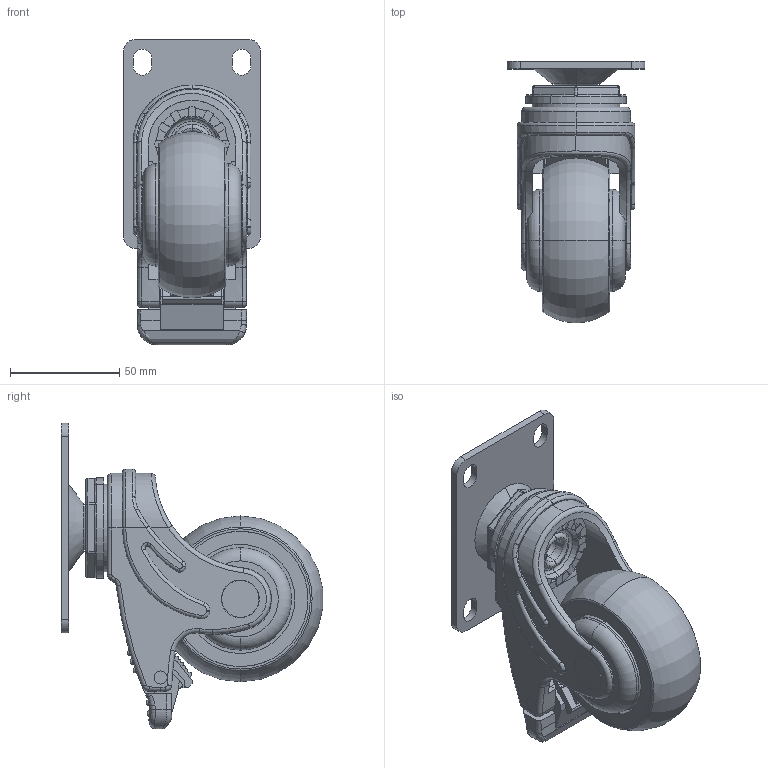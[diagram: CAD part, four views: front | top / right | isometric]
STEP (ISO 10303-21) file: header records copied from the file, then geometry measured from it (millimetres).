
FILE_DESCRIPTION (( 'STEP AP203' ), '1' );
FILE_NAME ('01. ACMC-76SFB.STEP', '2020-02-19T02:01:58', ( '' ), ( '' ), 'SwSTEP 2.0', 'SolidWorks 2019', '' );
FILE_SCHEMA (( 'CONFIG_CONTROL_DESIGN' ));
Length unit declared in the file: millimetre
Products named in the file (6): 01. ACMC-76SFB; ACMC-76 BRAKE FRAME; ACMC-76 F TOP PLATE; ACMC-76 F TOP PLATE COVER; ACMC-76 WHEEL; ACMC-76 BRAKE
Assembly tree (5 placements, depth 2):
  01. ACMC-76SFB
    ACMC-76 BRAKE FRAME
    ACMC-76 F TOP PLATE
    ACMC-76 F TOP PLATE COVER
    ACMC-76 WHEEL
    ACMC-76 BRAKE
Bounding box: 63 x 119.72 x 140 mm (x, y, z)
Volume: 271159.3 mm3; surface area: 74786.1 mm2
Topology: 5 solids, 5 shells, 591 faces, 1530 edges, 971 vertices
Faces by surface type: plane 218, cylinder 215, torus 103, bspline 29, cone 20, sphere 6
Entity records: 21099 total; most frequent: CARTESIAN_POINT 5947, DIRECTION 3143, ORIENTED_EDGE 3048, EDGE_CURVE 1524, AXIS2_PLACEMENT_3D 1243, VERTEX_POINT 971, CIRCLE 673, VECTOR 657
